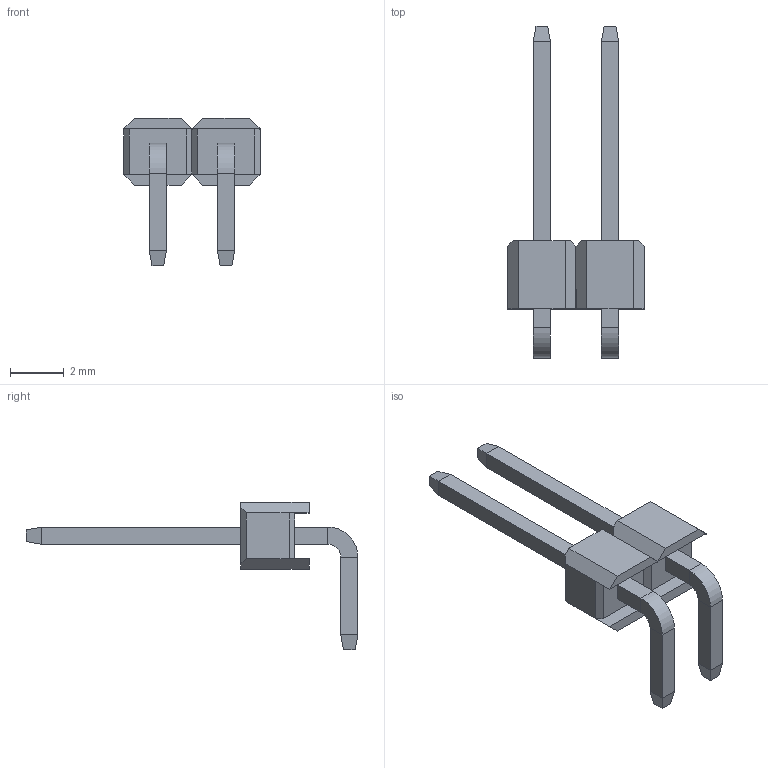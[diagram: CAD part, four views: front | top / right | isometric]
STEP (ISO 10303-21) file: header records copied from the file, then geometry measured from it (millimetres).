
FILE_DESCRIPTION(/* description */ ('STEP AP214'),/* implementation_level */ '2;1');
FILE_NAME(/* name */ '1x2 Male Pin Header Angle.stp',/* time_stamp */ '2022-08-03T17:28:28-05:00',/* author */ ('Tecneu'),/* organization */ (''),/* preprocessor_version */ 'ST-DEVELOPER v18.1',/* originating_system */ 'Autodesk Inventor 2021',/* authorisation */ '');
FILE_SCHEMA (('AUTOMOTIVE_DESIGN { 1 0 10303 214 3 1 1 }'));
Length unit declared in the file: millimetre
Products named in the file (1): 1x2 Male Pin Header Angle
Bounding box: 5.08 x 12.36 x 5.5 mm (x, y, z)
Volume: 36.9 mm3; surface area: 155.7 mm2
Topology: 3 solids, 3 shells, 100 faces, 242 edges, 148 vertices
Faces by surface type: plane 96, cylinder 4
Entity records: 2879 total; most frequent: CARTESIAN_POINT 491, ORIENTED_EDGE 484, DIRECTION 452, EDGE_CURVE 242, LINE 234, VECTOR 234, VERTEX_POINT 148, AXIS2_PLACEMENT_3D 109
